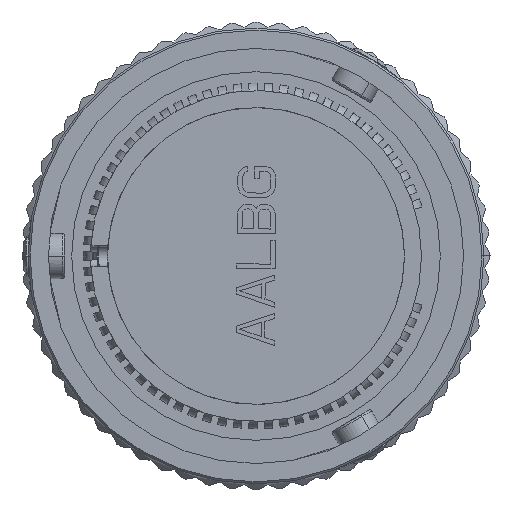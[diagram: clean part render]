
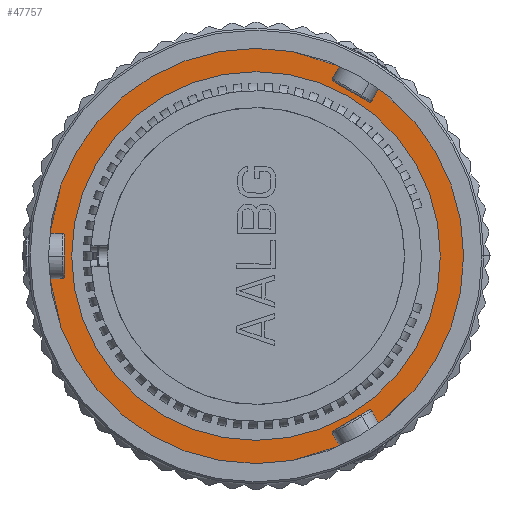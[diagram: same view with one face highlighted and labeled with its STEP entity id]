
A CAD part, left-side view. The second image highlights one B-rep face of the part: STEP entity #47757.
In plain terms, the highlighted planar face has unit normal (-1, 0, 0).
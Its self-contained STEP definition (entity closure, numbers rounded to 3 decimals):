
#12001=CARTESIAN_POINT('',(19.16,0.,0.));
#12002=DIRECTION('',(-1.,0.,0.));
#12003=DIRECTION('',(0.,-1.,0.));
#12004=AXIS2_PLACEMENT_3D('',#12001,#12002,#12003);
#12153=CARTESIAN_POINT('',(19.16,0.,0.));
#12154=DIRECTION('',(-1.,0.,0.));
#12155=DIRECTION('',(0.,1.,0.));
#12156=AXIS2_PLACEMENT_3D('',#12153,#12154,#12155);
#12369=CARTESIAN_POINT('',(19.16,0.,0.));
#12370=DIRECTION('',(1.,0.,0.));
#12371=DIRECTION('',(0.,1.,0.));
#12372=AXIS2_PLACEMENT_3D('',#12369,#12370,#12371);
#12374=CARTESIAN_POINT('',(19.16,0.,0.));
#12375=DIRECTION('',(1.,0.,0.));
#12376=DIRECTION('',(0.,-1.,0.));
#12377=AXIS2_PLACEMENT_3D('',#12374,#12375,#12376);
#32561=CARTESIAN_POINT('',(19.16,18.3,0.));
#32562=CARTESIAN_POINT('',(19.16,-18.3,0.));
#32563=VERTEX_POINT('',#32561);
#32564=VERTEX_POINT('',#32562);
#32601=CARTESIAN_POINT('',(19.16,20.61,-0.002));
#32602=CARTESIAN_POINT('',(19.16,-20.61,0.002));
#32603=VERTEX_POINT('',#32601);
#32604=VERTEX_POINT('',#32602);
#47741=CARTESIAN_POINT('',(19.16,0.,0.));
#47742=DIRECTION('',(1.,0.,0.));
#47743=DIRECTION('',(0.,0.009,-1.));
#47744=AXIS2_PLACEMENT_3D('',#47741,#47742,#47743);
#47745=PLANE('1574',#47744);
#47747=ORIENTED_EDGE('6612',*,*,#47746,.F.);
#47748=ORIENTED_EDGE('6614',*,*,#47714,.F.);
#47749=EDGE_LOOP('1574',(#47747,#47748));
#47750=FACE_OUTER_BOUND('1574',#47749,.F.);
#47752=ORIENTED_EDGE('6586',*,*,#47751,.F.);
#47754=ORIENTED_EDGE('6587',*,*,#47753,.F.);
#47755=EDGE_LOOP('1574',(#47752,#47754));
#47756=FACE_BOUND('1574',#47755,.F.);
#12005=CIRCLE('6614',#12004,20.61);
#12157=CIRCLE('6612',#12156,20.61);
#12373=CIRCLE('6586',#12372,18.3);
#12378=CIRCLE('6587',#12377,18.3);
#47714=EDGE_CURVE('6614',#32604,#32603,#12005,.T.);
#47746=EDGE_CURVE('6612',#32603,#32604,#12157,.T.);
#47751=EDGE_CURVE('6586',#32563,#32564,#12373,.T.);
#47753=EDGE_CURVE('6587',#32564,#32563,#12378,.T.);
#47757=ADVANCED_FACE('1574',(#47750,#47756),#47745,.F.);
